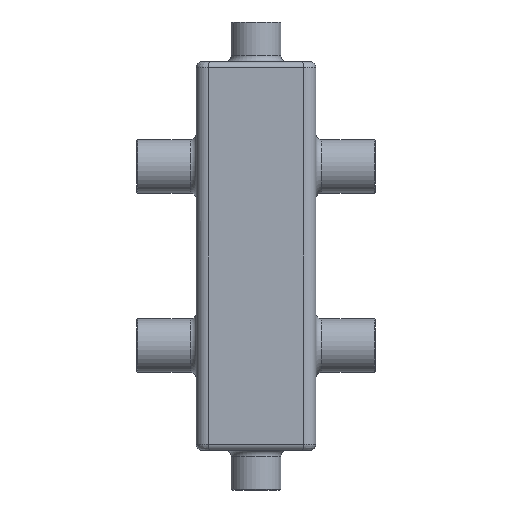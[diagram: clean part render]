
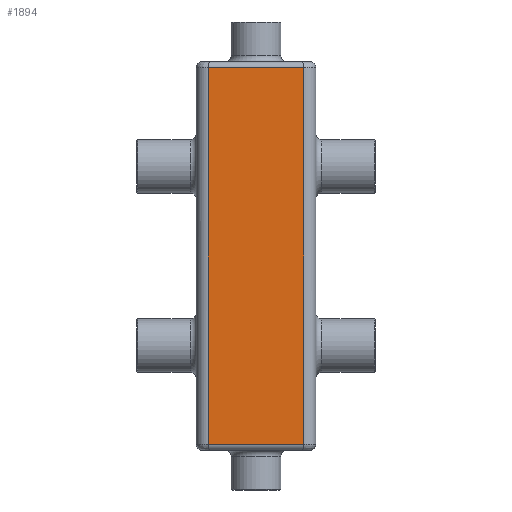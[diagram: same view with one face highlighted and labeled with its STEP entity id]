
A CAD part, left-side view. The second image highlights one B-rep face of the part: STEP entity #1894.
In plain terms, the highlighted planar face has unit normal (-1, 0, 0).
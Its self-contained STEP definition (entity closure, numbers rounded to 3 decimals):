
#1894=ADVANCED_FACE('',(#5425),#5427,.T.);
#5425=FACE_BOUND('',#5426,.T.);
#5426=EDGE_LOOP('',(#8827,#8828,#8829,#8830,#8831,#8832,#8833,#8834));
#5427=PLANE('',#5428);
#5428=AXIS2_PLACEMENT_3D('',#5429,#5430,#5431);
#5429=CARTESIAN_POINT('',(-30.,24.,0.));
#5430=DIRECTION('',(-1.,0.,0.));
#5431=DIRECTION('',(0.,-1.,0.));
#8827=ORIENTED_EDGE('',*,*,#10083,.T.);
#8828=ORIENTED_EDGE('',*,*,#10038,.T.);
#8829=ORIENTED_EDGE('',*,*,#10036,.F.);
#8830=ORIENTED_EDGE('',*,*,#10034,.F.);
#8831=ORIENTED_EDGE('',*,*,#10025,.F.);
#8832=ORIENTED_EDGE('',*,*,#10094,.T.);
#8833=ORIENTED_EDGE('',*,*,#10092,.F.);
#8834=ORIENTED_EDGE('',*,*,#10090,.F.);
#10025=EDGE_CURVE('',#11276,#11277,#11278,.T.);
#10034=EDGE_CURVE('',#11277,#11291,#11292,.F.);
#10036=EDGE_CURVE('',#11291,#11294,#11295,.T.);
#10038=EDGE_CURVE('',#11297,#11294,#11298,.F.);
#10083=EDGE_CURVE('',#11369,#11297,#11370,.T.);
#10090=EDGE_CURVE('',#11369,#11381,#11382,.F.);
#10092=EDGE_CURVE('',#11381,#11384,#11385,.T.);
#10094=EDGE_CURVE('',#11276,#11384,#11387,.F.);
#11276=VERTEX_POINT('',#14669);
#11277=VERTEX_POINT('',#14670);
#11278=LINE('',#14671,#14672);
#11291=VERTEX_POINT('',#14772);
#11292=LINE('',#14773,#14774);
#11294=VERTEX_POINT('',#14790);
#11295=LINE('',#14791,#14792);
#11297=VERTEX_POINT('',#14808);
#11298=LINE('',#14809,#14810);
#11369=VERTEX_POINT('',#15005);
#11370=LINE('',#15006,#15007);
#11381=VERTEX_POINT('',#15068);
#11382=LINE('',#15069,#15070);
#11384=VERTEX_POINT('',#15086);
#11385=LINE('',#15087,#15088);
#11387=LINE('',#15104,#15105);
#14669=CARTESIAN_POINT('',(-30.,24.,-0.039));
#14670=CARTESIAN_POINT('',(-30.,24.,189.039));
#14671=CARTESIAN_POINT('',(-30.,24.,-0.039));
#14672=VECTOR('',#14673,1.);
#14673=DIRECTION('',(0.,0.,1.));
#14772=CARTESIAN_POINT('',(-30.,24.,189.042));
#14773=CARTESIAN_POINT('',(-30.,24.,189.042));
#14774=VECTOR('',#14775,1.);
#14775=DIRECTION('',(0.,0.,-1.));
#14790=CARTESIAN_POINT('',(-30.,-24.,189.042));
#14791=CARTESIAN_POINT('',(-30.,24.,189.042));
#14792=VECTOR('',#14793,1.);
#14793=DIRECTION('',(0.,-1.,0.));
#14808=CARTESIAN_POINT('',(-30.,-24.,189.039));
#14809=CARTESIAN_POINT('',(-30.,-24.,189.042));
#14810=VECTOR('',#14811,1.);
#14811=DIRECTION('',(0.,0.,-1.));
#15005=CARTESIAN_POINT('',(-30.,-24.,-0.039));
#15006=CARTESIAN_POINT('',(-30.,-24.,-0.039));
#15007=VECTOR('',#15008,1.);
#15008=DIRECTION('',(0.,0.,1.));
#15068=CARTESIAN_POINT('',(-30.,-24.,-0.042));
#15069=CARTESIAN_POINT('',(-30.,-24.,-0.042));
#15070=VECTOR('',#15071,1.);
#15071=DIRECTION('',(0.,0.,1.));
#15086=CARTESIAN_POINT('',(-30.,24.,-0.042));
#15087=CARTESIAN_POINT('',(-30.,-24.,-0.042));
#15088=VECTOR('',#15089,1.);
#15089=DIRECTION('',(0.,1.,0.));
#15104=CARTESIAN_POINT('',(-30.,24.,-0.042));
#15105=VECTOR('',#15106,1.);
#15106=DIRECTION('',(0.,0.,1.));
